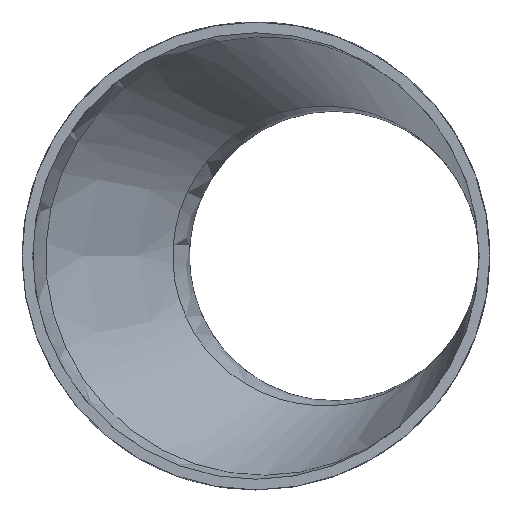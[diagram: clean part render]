
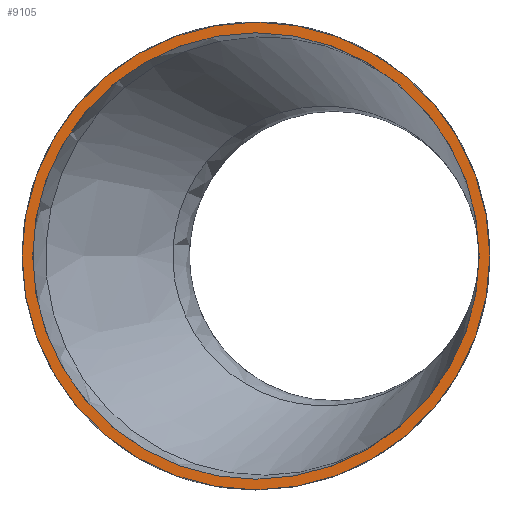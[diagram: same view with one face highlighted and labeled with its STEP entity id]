
A CAD part, left-side view. The second image highlights one B-rep face of the part: STEP entity #9105.
In plain terms, the highlighted planar face has unit normal (-1, 0, 0).
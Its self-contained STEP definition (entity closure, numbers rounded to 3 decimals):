
#959 = EDGE_CURVE ( 'NONE', #2613, #2613, #10279, .T. ) ;
#1062 = DIRECTION ( 'NONE',  ( 0., 0., 1. ) ) ;
#1789 = ORIENTED_EDGE ( 'NONE', *, *, #959, .T. ) ;
#2060 = DIRECTION ( 'NONE',  ( 0., 0., 1. ) ) ;
#2273 = DIRECTION ( 'NONE',  ( -1., 0., 0. ) ) ;
#2379 = DIRECTION ( 'NONE',  ( 0., 0., 1. ) ) ;
#2585 = FACE_OUTER_BOUND ( 'NONE', #14995, .T. ) ;
#2613 = VERTEX_POINT ( 'NONE', #14136 ) ;
#3518 = EDGE_CURVE ( 'NONE', #7500, #7500, #9188, .T. ) ;
#3525 = PLANE ( 'NONE',  #5321 ) ;
#4406 = AXIS2_PLACEMENT_3D ( 'NONE', #6703, #4514, #2060 ) ;
#4502 = CARTESIAN_POINT ( 'NONE',  ( 0., 0., 54.55 ) ) ;
#4514 = DIRECTION ( 'NONE',  ( -1., 0., 0. ) ) ;
#4686 = CARTESIAN_POINT ( 'NONE',  ( 0., 0., 0. ) ) ;
#5321 = AXIS2_PLACEMENT_3D ( 'NONE', #15406, #2273, #1062 ) ;
#6703 = CARTESIAN_POINT ( 'NONE',  ( 0., 0., 0. ) ) ;
#7500 = VERTEX_POINT ( 'NONE', #4502 ) ;
#9105 = ADVANCED_FACE ( 'NONE', ( #10276, #2585 ), #3525, .T. ) ;
#9188 = CIRCLE ( 'NONE', #4406, 54.55 ) ;
#9566 = DIRECTION ( 'NONE',  ( -1., 0., 0. ) ) ;
#10276 = FACE_BOUND ( 'NONE', #10892, .T. ) ;
#10279 = CIRCLE ( 'NONE', #14069, 57.15 ) ;
#10729 = ORIENTED_EDGE ( 'NONE', *, *, #3518, .F. ) ;
#10892 = EDGE_LOOP ( 'NONE', ( #10729 ) ) ;
#14069 = AXIS2_PLACEMENT_3D ( 'NONE', #4686, #9566, #2379 ) ;
#14136 = CARTESIAN_POINT ( 'NONE',  ( 0., 0., 57.15 ) ) ;
#14995 = EDGE_LOOP ( 'NONE', ( #1789 ) ) ;
#15406 = CARTESIAN_POINT ( 'NONE',  ( 0., 0., 0. ) ) ;
